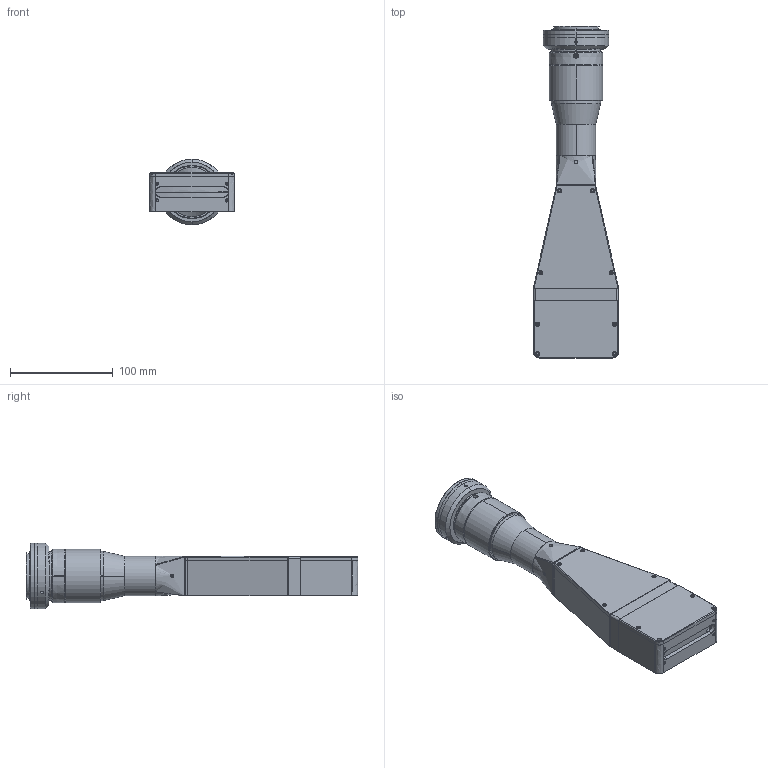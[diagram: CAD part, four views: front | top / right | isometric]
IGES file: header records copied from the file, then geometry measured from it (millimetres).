
Start section: SolidWorks IGES file using analytic representation for surfaces
Global section: file name: DW71524.IGS; native system: SolidWorks 2013; preprocessor: SolidWorks 2013; author: piermario; date: 140521.095339; units: millimetre
Bounding box: 83 x 323.51 x 64 mm (x, y, z)
Surface area: 87158.8 mm2 (no closed solid volume)
Topology: 0 solids, 0 shells, 305 faces, 4434 edges, 4433 vertices
Faces by surface type: revolution 155, bspline 150
